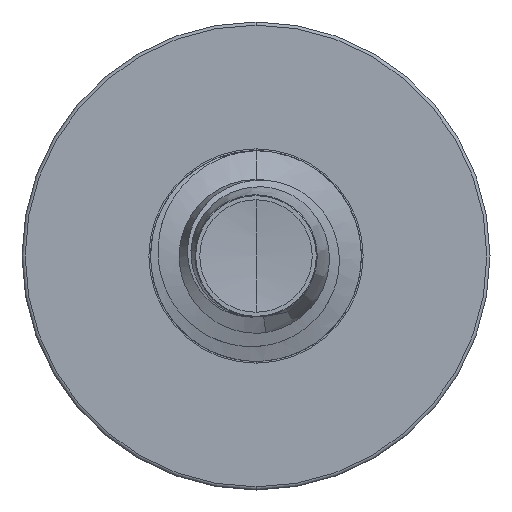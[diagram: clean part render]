
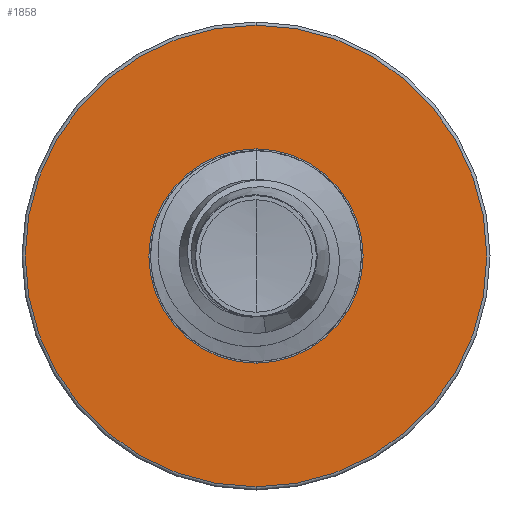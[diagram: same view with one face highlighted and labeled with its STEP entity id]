
A CAD part, front view. The second image highlights one B-rep face of the part: STEP entity #1858.
In plain terms, the highlighted planar face has unit normal (0, -1, 0).
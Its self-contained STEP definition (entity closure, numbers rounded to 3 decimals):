
#264 = FACE_BOUND ( 'NONE', #7529, .T. ) ;
#297 = FACE_OUTER_BOUND ( 'NONE', #1454, .T. ) ;
#378 = DIRECTION ( 'NONE',  ( 0., 0., 1. ) ) ;
#386 = DIRECTION ( 'NONE',  ( 0., 1., 0. ) ) ;
#402 = CARTESIAN_POINT ( 'NONE',  ( 0., 2.5, -0.916 ) ) ;
#411 = AXIS2_PLACEMENT_3D ( 'NONE', #402, #386, #378 ) ;
#495 = PLANE ( 'NONE',  #411 ) ;
#825 = CARTESIAN_POINT ( 'NONE',  ( 0., 2.5, -0.916 ) ) ;
#949 = CARTESIAN_POINT ( 'NONE',  ( 0., 2.5, 1.973 ) ) ;
#957 = CIRCLE ( 'NONE', #6213, 1.973 ) ;
#990 = AXIS2_PLACEMENT_3D ( 'NONE', #3665, #7966, #4309 ) ;
#1003 = ORIENTED_EDGE ( 'NONE', *, *, #7128, .T. ) ;
#1123 = AXIS2_PLACEMENT_3D ( 'NONE', #6099, #2335, #6720 ) ;
#1454 = EDGE_LOOP ( 'NONE', ( #3325, #1758 ) ) ;
#1594 = CIRCLE ( 'NONE', #7470, 0.916 ) ;
#1758 = ORIENTED_EDGE ( 'NONE', *, *, #6986, .F. ) ;
#1858 = ADVANCED_FACE ( 'NONE', ( #297, #264 ), #495, .F. ) ;
#2195 = VERTEX_POINT ( 'NONE', #825 ) ;
#2335 = DIRECTION ( 'NONE',  ( 0., 1., 0. ) ) ;
#2456 = ORIENTED_EDGE ( 'NONE', *, *, #2603, .T. ) ;
#2603 = EDGE_CURVE ( 'NONE', #3287, #2195, #1594, .T. ) ;
#3101 = DIRECTION ( 'NONE',  ( 0., 0., 1. ) ) ;
#3131 = DIRECTION ( 'NONE',  ( 0., 1., 0. ) ) ;
#3161 = CARTESIAN_POINT ( 'NONE',  ( 0., 2.5, 0. ) ) ;
#3176 = EDGE_CURVE ( 'NONE', #7645, #3653, #957, .T. ) ;
#3287 = VERTEX_POINT ( 'NONE', #5728 ) ;
#3325 = ORIENTED_EDGE ( 'NONE', *, *, #3176, .F. ) ;
#3653 = VERTEX_POINT ( 'NONE', #5349 ) ;
#3665 = CARTESIAN_POINT ( 'NONE',  ( 0., 2.5, 0. ) ) ;
#4309 = DIRECTION ( 'NONE',  ( 0., 0., 1. ) ) ;
#5349 = CARTESIAN_POINT ( 'NONE',  ( 0., 2.5, -1.973 ) ) ;
#5728 = CARTESIAN_POINT ( 'NONE',  ( 0., 2.5, 0.916 ) ) ;
#5747 = DIRECTION ( 'NONE',  ( 0., 0., 1. ) ) ;
#5756 = DIRECTION ( 'NONE',  ( 0., 1., 0. ) ) ;
#5766 = CARTESIAN_POINT ( 'NONE',  ( 0., 2.5, 0. ) ) ;
#6007 = CIRCLE ( 'NONE', #1123, 1.973 ) ;
#6099 = CARTESIAN_POINT ( 'NONE',  ( 0., 2.5, 0. ) ) ;
#6213 = AXIS2_PLACEMENT_3D ( 'NONE', #5766, #5756, #5747 ) ;
#6720 = DIRECTION ( 'NONE',  ( 0., 0., 1. ) ) ;
#6986 = EDGE_CURVE ( 'NONE', #3653, #7645, #6007, .T. ) ;
#7128 = EDGE_CURVE ( 'NONE', #2195, #3287, #7443, .T. ) ;
#7443 = CIRCLE ( 'NONE', #990, 0.916 ) ;
#7470 = AXIS2_PLACEMENT_3D ( 'NONE', #3161, #3131, #3101 ) ;
#7529 = EDGE_LOOP ( 'NONE', ( #2456, #1003 ) ) ;
#7645 = VERTEX_POINT ( 'NONE', #949 ) ;
#7966 = DIRECTION ( 'NONE',  ( 0., 1., 0. ) ) ;
